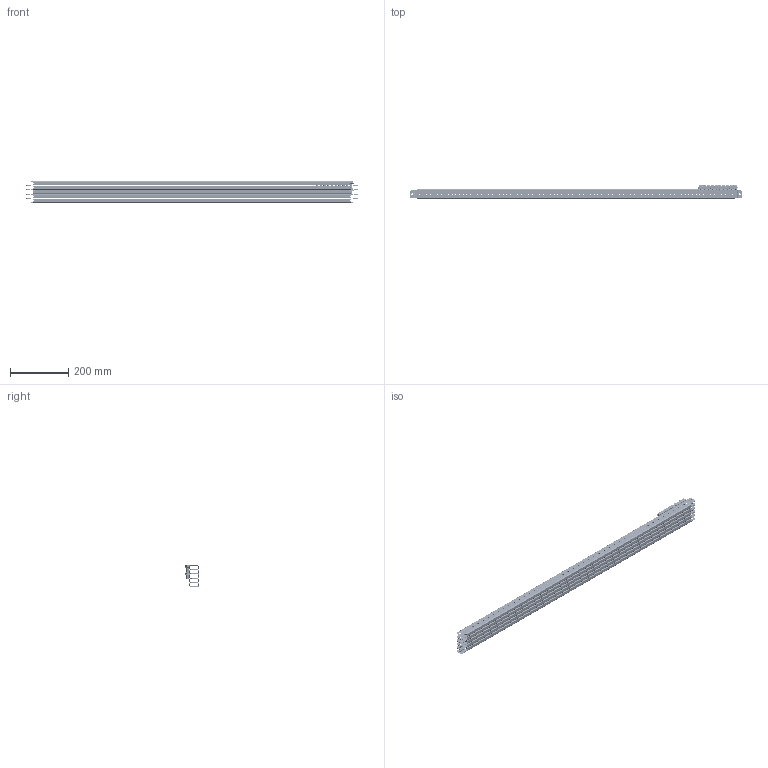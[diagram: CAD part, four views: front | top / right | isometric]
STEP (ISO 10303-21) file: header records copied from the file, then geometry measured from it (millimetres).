
FILE_DESCRIPTION (( 'STEP AP203' ), '1' );
FILE_NAME ('U0254110301 暑祜脲牝 疱尻 吞 LC2_RS52 00.120 (10) (000.801.082-05).STEP', '2022-04-18T07:10:59', ( '' ), ( '' ), 'SwSTEP 2.0', 'SolidWorks 2017', '' );
FILE_SCHEMA (( 'CONFIG_CONTROL_DESIGN' ));
Length unit declared in the file: millimetre
Products named in the file (3): 025-161 Ðåéêà ÍÌ_05 (00.120); U0254110301 扻斀錼膷 謥樏 迒 LC2_RS52 00.120 (10欙) (000.801.082-05); hex flange bolt fine_din_DIN 6921 - M8x1 x 16 x 16-N
Assembly tree (30 placements, depth 2):
  U0254110301 扻斀錼膷 謥樏 迒 LC2_RS52 00.120 (10欙) (000.801.082-05)
    025-161 Ðåéêà ÍÌ_05 (00.120)  x10
    hex flange bolt fine_din_DIN 6921 - M8x1 x 16 x 16-N  x20
Bounding box: 1140 x 48.19 x 77.2 mm (x, y, z)
Volume: 842013.2 mm3; surface area: 1217229.7 mm2
Topology: 30 solids, 30 shells, 3020 faces, 8020 edges, 5080 vertices
Faces by surface type: cylinder 1940, plane 720, cone 200, bspline 120, torus 40
Entity records: 10475 total; most frequent: CARTESIAN_POINT 1804, DIRECTION 1706, ORIENTED_EDGE 1480, EDGE_CURVE 740, AXIS2_PLACEMENT_3D 698, VERTEX_POINT 472, EDGE_LOOP 452, CIRCLE 398
